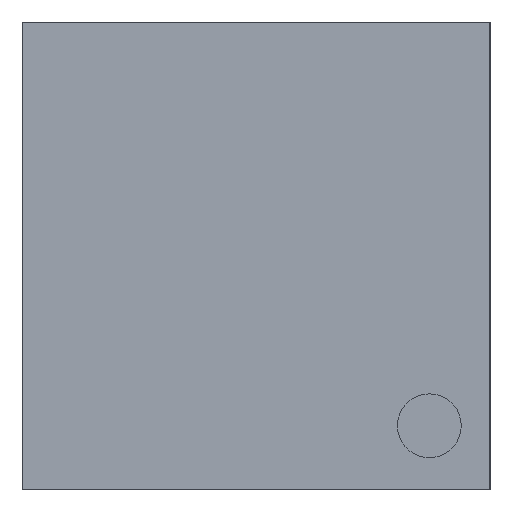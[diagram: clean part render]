
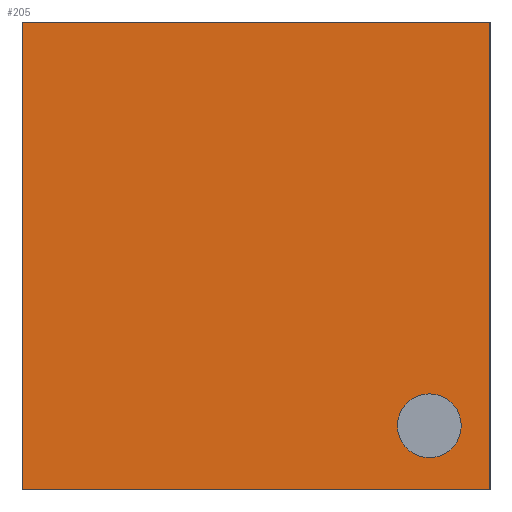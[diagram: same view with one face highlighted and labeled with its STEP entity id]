
A CAD part, front view. The second image highlights one B-rep face of the part: STEP entity #205.
In plain terms, the highlighted planar face has unit normal (0, -1, 0).
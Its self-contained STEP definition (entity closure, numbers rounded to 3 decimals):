
#19=LINE('',#371,#31);
#23=LINE('',#380,#35);
#26=LINE('',#386,#38);
#29=LINE('',#392,#41);
#31=VECTOR('',#316,1000.);
#35=VECTOR('',#322,1000.);
#38=VECTOR('',#327,1000.);
#41=VECTOR('',#332,1000.);
#48=PLANE('',#280);
#78=ORIENTED_EDGE('',*,*,#102,.F.);
#79=ORIENTED_EDGE('',*,*,#90,.F.);
#80=ORIENTED_EDGE('',*,*,#100,.F.);
#81=ORIENTED_EDGE('',*,*,#97,.F.);
#82=ORIENTED_EDGE('',*,*,#94,.F.);
#90=EDGE_CURVE('',#148,#149,#19,.T.);
#94=EDGE_CURVE('',#149,#152,#23,.T.);
#97=EDGE_CURVE('',#152,#154,#26,.T.);
#100=EDGE_CURVE('',#154,#148,#29,.T.);
#102=EDGE_CURVE('',#156,#156,#108,.T.);
#108=CIRCLE('',#281,0.053);
#123=EDGE_LOOP('',(#78));
#124=EDGE_LOOP('',(#79,#80,#81,#82));
#148=VERTEX_POINT('',#372);
#149=VERTEX_POINT('',#373);
#152=VERTEX_POINT('',#381);
#154=VERTEX_POINT('',#387);
#156=VERTEX_POINT('',#397);
#179=FACE_BOUND('',#123,.T.);
#180=FACE_BOUND('',#124,.T.);
#205=ADVANCED_FACE('',(#179,#180),#48,.F.);
#280=AXIS2_PLACEMENT_3D('',#395,#336,#337);
#281=AXIS2_PLACEMENT_3D('',#396,#338,#339);
#316=DIRECTION('',(-1.,0.,0.));
#322=DIRECTION('',(0.,0.,1.));
#327=DIRECTION('',(1.,0.,0.));
#332=DIRECTION('',(0.,0.,-1.));
#336=DIRECTION('',(0.,1.,0.));
#337=DIRECTION('',(0.,0.,1.));
#338=DIRECTION('',(0.,-1.,0.));
#339=DIRECTION('',(1.,0.,0.));
#371=CARTESIAN_POINT('',(0.39,0.,-0.39));
#372=CARTESIAN_POINT('',(0.39,0.,-0.39));
#373=CARTESIAN_POINT('',(-0.39,0.,-0.39));
#380=CARTESIAN_POINT('',(-0.39,0.,-0.39));
#381=CARTESIAN_POINT('',(-0.39,0.,0.39));
#386=CARTESIAN_POINT('',(-0.39,0.,0.39));
#387=CARTESIAN_POINT('',(0.39,0.,0.39));
#392=CARTESIAN_POINT('',(0.39,0.,0.39));
#395=CARTESIAN_POINT('',(0.,0.,0.));
#396=CARTESIAN_POINT('',(0.289,0.,-0.283));
#397=CARTESIAN_POINT('',(0.342,0.,-0.283));
